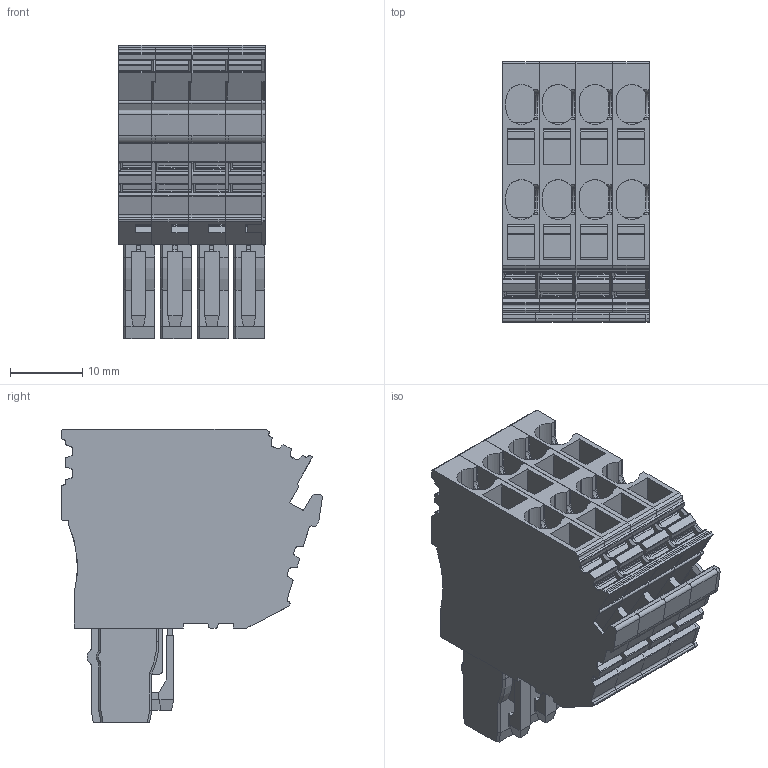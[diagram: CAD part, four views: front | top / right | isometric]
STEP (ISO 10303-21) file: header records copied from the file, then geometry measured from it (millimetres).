
FILE_DESCRIPTION(('CATIA V5 STEP Exchange','CAx-IF Rec.Pracs.--- Model Styling and Organization---1.5--- 2016-08-15','CAx-IF Rec.Pracs.---Supplemental Geometry---1.0---2011-11-01','CAx-IF Rec.Pracs.--- Composite Materials ---1.1---2010-07-15'),'2;1');
FILE_NAME ('333659_2', '2025-09-22T05:30:37+00:00', ('none'), ('Weidmueller'), 'CATIA Version 5-6 Release 2024 SP4', 'CATIA V5 STEP AP214 v3', 'none');
FILE_SCHEMA(('AUTOMOTIVE_DESIGN { 1 0 10303 214 1 1 1 1 }'));
Products named in the file (1): 1815760000
Bounding box: 20.4 x 36.18 x 40.75 mm (x, y, z)
Volume: 16176.1 mm3; surface area: 15345.7 mm2
Topology: 5 solids, 9 shells, 2150 faces, 6351 edges, 4231 vertices
Faces by surface type: plane 1335, cylinder 724, extrusion 40, cone 35, torus 16
Entity records: 69802 total; most frequent: CARTESIAN_POINT 14699, ORIENTED_EDGE 12702, DIRECTION 9425, EDGE_CURVE 6351, VECTOR 4741, LINE 4701, VERTEX_POINT 4231, AXIS2_PLACEMENT_3D 2948
